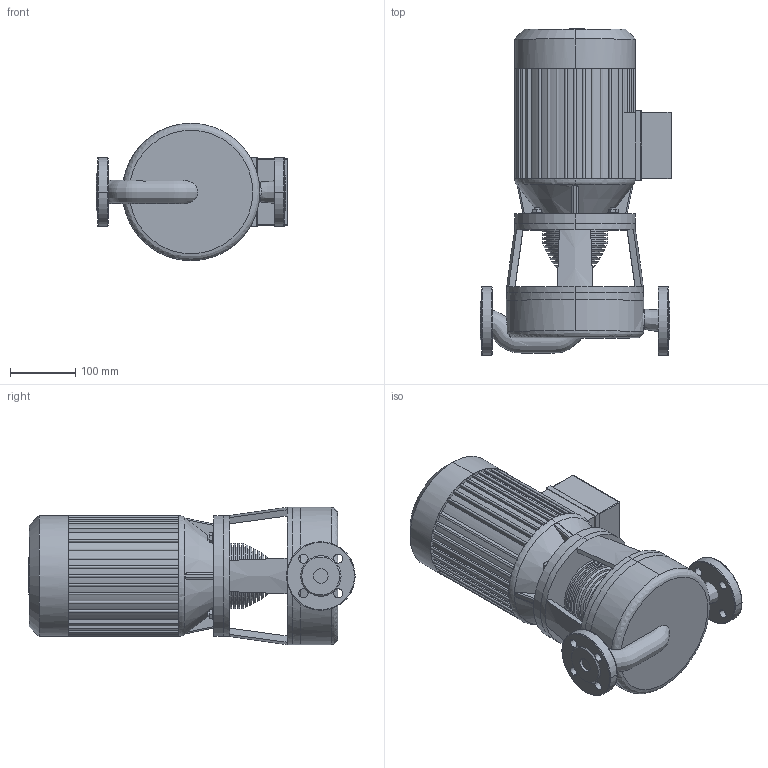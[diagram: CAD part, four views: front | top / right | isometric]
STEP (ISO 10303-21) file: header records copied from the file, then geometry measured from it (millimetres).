
FILE_DESCRIPTION((''),'2;1');
FILE_NAME('3d_IPH-W20_160-1_1_2-2121281.stp','2016-08-29T09:59:29',(''),(''),'Mechanical Desktop 2009','Mechanical Desktop 2009',', , ');
FILE_SCHEMA(('CONFIG_CONTROL_DESIGN'));
Length unit declared in the file: millimetre
Products named in the file (1): Product
Bounding box: 293 x 499.19 x 210 mm (x, y, z)
Volume: 12146222.4 mm3; surface area: 730481.2 mm2
Topology: 10 solids, 10 shells, 532 faces, 1354 edges, 863 vertices
Faces by surface type: plane 240, cylinder 142, bspline 112, cone 28, torus 6, sphere 4
Entity records: 20318 total; most frequent: CARTESIAN_POINT 7429, ORIENTED_EDGE 2700, DIRECTION 2667, EDGE_CURVE 1350, AXIS2_PLACEMENT_3D 1004, VERTEX_POINT 863, VECTOR 659, LINE 659
